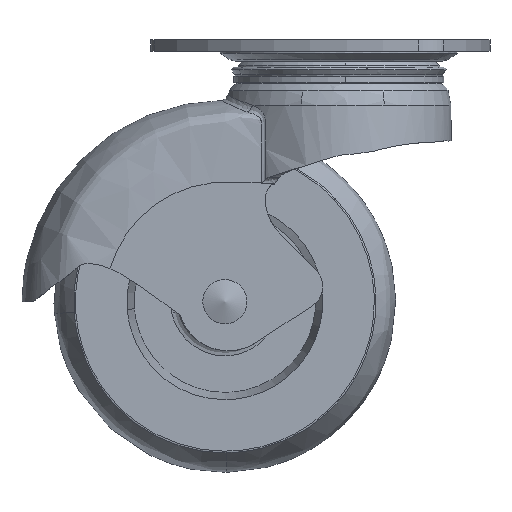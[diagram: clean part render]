
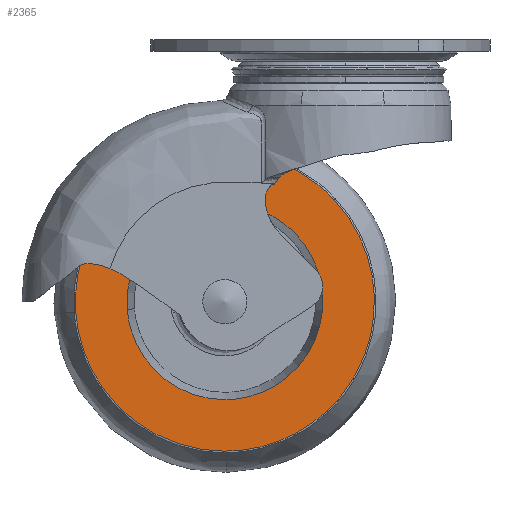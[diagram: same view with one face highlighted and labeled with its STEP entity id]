
A CAD part, front view. The second image highlights one B-rep face of the part: STEP entity #2365.
In plain terms, the highlighted free-form (B-spline) face has degree [1, 1] with [2, 2] control points.
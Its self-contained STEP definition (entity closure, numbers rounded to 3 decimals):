
#680=CARTESIAN_POINT('',(0.0,-11.5,-36.));
#681=VERTEX_POINT('',#680);
#682=CARTESIAN_POINT('',(21.434,-11.5,-55.813));
#683=VERTEX_POINT('',#682);
#684=CARTESIAN_POINT('',(0.0,-11.5,-36.));
#685=CARTESIAN_POINT('',(19.874,-11.5,-36.));
#686=CARTESIAN_POINT('',(21.434,-11.5,-55.813));
#694=(BOUNDED_CURVE()B_SPLINE_CURVE(2,(#684,#685,#686),.UNSPECIFIED.,.F.,.U.)B_SPLINE_CURVE_WITH_KNOTS((3,3),(0.0,0.236),.UNSPECIFIED.)CURVE()GEOMETRIC_REPRESENTATION_ITEM()RATIONAL_B_SPLINE_CURVE((1.0,0.723,0.97))REPRESENTATION_ITEM(''));
#695=EDGE_CURVE('',#681,#683,#694,.T.);
#697=CARTESIAN_POINT('',(-21.434,-11.5,-59.187));
#698=VERTEX_POINT('',#697);
#699=CARTESIAN_POINT('',(-21.434,-11.5,-59.187));
#700=CARTESIAN_POINT('',(-21.5,-11.5,-58.345));
#701=CARTESIAN_POINT('',(-21.5,-11.5,-57.5));
#702=CARTESIAN_POINT('',(-21.5,-11.5,-36.));
#703=CARTESIAN_POINT('',(0.0,-11.5,-36.));
#711=(BOUNDED_CURVE()B_SPLINE_CURVE(2,(#699,#700,#701,#702,#703),.UNSPECIFIED.,.F.,.U.)B_SPLINE_CURVE_WITH_KNOTS((3,2,3),(0.736,0.75,1.0),.UNSPECIFIED.)CURVE()GEOMETRIC_REPRESENTATION_ITEM()RATIONAL_B_SPLINE_CURVE((0.97,0.984,1.0,0.707,1.0))REPRESENTATION_ITEM(''));
#712=EDGE_CURVE('',#698,#681,#711,.T.);
#779=CARTESIAN_POINT('',(0.0,-11.5,-79.0));
#780=VERTEX_POINT('',#779);
#781=CARTESIAN_POINT('',(21.434,-11.5,-55.813));
#782=CARTESIAN_POINT('',(21.5,-11.5,-56.655));
#783=CARTESIAN_POINT('',(21.5,-11.5,-57.5));
#784=CARTESIAN_POINT('',(21.5,-11.5,-79.0));
#785=CARTESIAN_POINT('',(0.0,-11.5,-79.0));
#793=(BOUNDED_CURVE()B_SPLINE_CURVE(2,(#781,#782,#783,#784,#785),.UNSPECIFIED.,.F.,.U.)B_SPLINE_CURVE_WITH_KNOTS((3,2,3),(0.236,0.25,0.5),.UNSPECIFIED.)CURVE()GEOMETRIC_REPRESENTATION_ITEM()RATIONAL_B_SPLINE_CURVE((0.97,0.984,1.0,0.707,1.0))REPRESENTATION_ITEM(''));
#794=EDGE_CURVE('',#683,#780,#793,.T.);
#828=CARTESIAN_POINT('',(0.0,-11.5,-79.0));
#829=CARTESIAN_POINT('',(-19.874,-11.5,-79.0));
#830=CARTESIAN_POINT('',(-21.434,-11.5,-59.187));
#838=(BOUNDED_CURVE()B_SPLINE_CURVE(2,(#828,#829,#830),.UNSPECIFIED.,.F.,.U.)B_SPLINE_CURVE_WITH_KNOTS((3,3),(0.5,0.736),.UNSPECIFIED.)CURVE()GEOMETRIC_REPRESENTATION_ITEM()RATIONAL_B_SPLINE_CURVE((1.0,0.723,0.97))REPRESENTATION_ITEM(''));
#839=EDGE_CURVE('',#780,#698,#838,.T.);
#2018=CARTESIAN_POINT('',(22.452,-11.5,-81.409));
#2019=VERTEX_POINT('',#2018);
#2033=CARTESIAN_POINT('',(0.0,-11.5,-90.298));
#2034=VERTEX_POINT('',#2033);
#2035=CARTESIAN_POINT('',(22.452,-11.5,-81.409));
#2036=CARTESIAN_POINT('',(12.986,-11.5,-90.298));
#2037=CARTESIAN_POINT('',(0.0,-11.5,-90.298));
#2045=(BOUNDED_CURVE()B_SPLINE_CURVE(2,(#2035,#2036,#2037),.UNSPECIFIED.,.F.,.U.)B_SPLINE_CURVE_WITH_KNOTS((3,3),(0.38,0.5),.UNSPECIFIED.)CURVE()GEOMETRIC_REPRESENTATION_ITEM()RATIONAL_B_SPLINE_CURVE((0.854,0.859,1.0))REPRESENTATION_ITEM(''));
#2046=EDGE_CURVE('',#2019,#2034,#2045,.T.);
#2048=CARTESIAN_POINT('',(0.0,-11.5,-24.702));
#2049=VERTEX_POINT('',#2048);
#2050=CARTESIAN_POINT('',(0.0,-11.5,-90.298));
#2051=CARTESIAN_POINT('',(-32.798,-11.5,-90.298));
#2052=CARTESIAN_POINT('',(-32.798,-11.5,-57.5));
#2053=CARTESIAN_POINT('',(-32.798,-11.5,-24.702));
#2054=CARTESIAN_POINT('',(0.0,-11.5,-24.702));
#2062=(BOUNDED_CURVE()B_SPLINE_CURVE(2,(#2050,#2051,#2052,#2053,#2054),.UNSPECIFIED.,.F.,.U.)B_SPLINE_CURVE_WITH_KNOTS((3,2,3),(0.5,0.75,1.0),.UNSPECIFIED.)CURVE()GEOMETRIC_REPRESENTATION_ITEM()RATIONAL_B_SPLINE_CURVE((1.0,0.707,1.0,0.707,1.0))REPRESENTATION_ITEM(''));
#2063=EDGE_CURVE('',#2034,#2049,#2062,.T.);
#2065=CARTESIAN_POINT('',(23.909,-11.5,-35.048));
#2066=VERTEX_POINT('',#2065);
#2067=CARTESIAN_POINT('',(0.0,-11.5,-24.702));
#2068=CARTESIAN_POINT('',(14.193,-11.5,-24.702));
#2069=CARTESIAN_POINT('',(23.909,-11.5,-35.048));
#2077=(BOUNDED_CURVE()B_SPLINE_CURVE(2,(#2067,#2068,#2069),.UNSPECIFIED.,.F.,.U.)B_SPLINE_CURVE_WITH_KNOTS((3,3),(0.0,0.13),.UNSPECIFIED.)CURVE()GEOMETRIC_REPRESENTATION_ITEM()RATIONAL_B_SPLINE_CURVE((1.0,0.848,0.854))REPRESENTATION_ITEM(''));
#2078=EDGE_CURVE('',#2049,#2066,#2077,.T.);
#2119=CARTESIAN_POINT('',(23.909,-11.5,-35.048));
#2120=CARTESIAN_POINT('',(32.798,-11.5,-44.514));
#2121=CARTESIAN_POINT('',(32.798,-11.5,-57.5));
#2122=CARTESIAN_POINT('',(32.798,-11.5,-71.693));
#2123=CARTESIAN_POINT('',(22.452,-11.5,-81.409));
#2131=(BOUNDED_CURVE()B_SPLINE_CURVE(2,(#2119,#2120,#2121,#2122,#2123),.UNSPECIFIED.,.F.,.U.)B_SPLINE_CURVE_WITH_KNOTS((3,2,3),(0.13,0.25,0.38),.UNSPECIFIED.)CURVE()GEOMETRIC_REPRESENTATION_ITEM()RATIONAL_B_SPLINE_CURVE((0.854,0.859,1.0,0.848,0.854))REPRESENTATION_ITEM(''));
#2132=EDGE_CURVE('',#2066,#2019,#2131,.T.);
#2348=CARTESIAN_POINT('',(-36.075,-11.5,-93.575));
#2349=CARTESIAN_POINT('',(-36.075,-11.5,-21.425));
#2350=CARTESIAN_POINT('',(36.067,-11.5,-93.575));
#2351=CARTESIAN_POINT('',(36.067,-11.5,-21.425));
#2352=B_SPLINE_SURFACE_WITH_KNOTS('',1,1,((#2348,#2350),(#2349,#2351)),.UNSPECIFIED.,.F.,.F.,.U.,(2,2),(2,2),(0.0,72.15),(0.0,72.142),.UNSPECIFIED.);
#2353=ORIENTED_EDGE('',*,*,#2063,.F.);
#2354=ORIENTED_EDGE('',*,*,#2046,.F.);
#2355=ORIENTED_EDGE('',*,*,#2132,.F.);
#2356=ORIENTED_EDGE('',*,*,#2078,.F.);
#2357=EDGE_LOOP('',(#2353,#2354,#2355,#2356));
#2358=FACE_OUTER_BOUND('',#2357,.T.);
#2359=ORIENTED_EDGE('',*,*,#839,.T.);
#2360=ORIENTED_EDGE('',*,*,#712,.T.);
#2361=ORIENTED_EDGE('',*,*,#695,.T.);
#2362=ORIENTED_EDGE('',*,*,#794,.T.);
#2363=EDGE_LOOP('',(#2359,#2360,#2361,#2362));
#2364=FACE_BOUND('',#2363,.T.);
#2365=ADVANCED_FACE('',(#2358,#2364),#2352,.F.);
